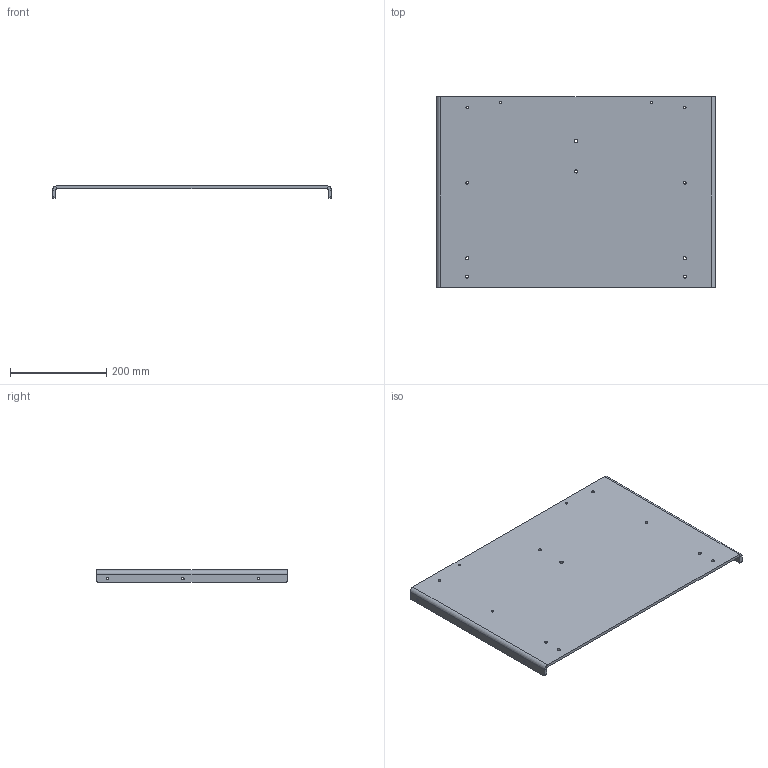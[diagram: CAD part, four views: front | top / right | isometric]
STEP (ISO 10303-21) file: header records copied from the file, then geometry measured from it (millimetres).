
FILE_DESCRIPTION (( 'STEP AP214' ), '1' );
FILE_NAME ('am-3887 Internal Long Wall.STEP', '2018-05-17T20:48:34', ( '' ), ( '' ), 'SwSTEP 2.0', 'SolidWorks 2017', '' );
FILE_SCHEMA (( 'AUTOMOTIVE_DESIGN' ));
Length unit declared in the file: inch
Products named in the file (1): am-3887 Internal Long Wall
Bounding box: 581.02 x 396.88 x 25.05 mm (x, y, z)
Volume: 1460163.7 mm3; surface area: 500756.2 mm2
Topology: 1 solids, 1 shells, 62 faces, 164 edges, 104 vertices
Faces by surface type: cylinder 44, plane 18
Entity records: 2060 total; most frequent: DIRECTION 378, CARTESIAN_POINT 331, ORIENTED_EDGE 328, EDGE_CURVE 164, AXIS2_PLACEMENT_3D 151, VERTEX_POINT 104, EDGE_LOOP 98, CIRCLE 88
